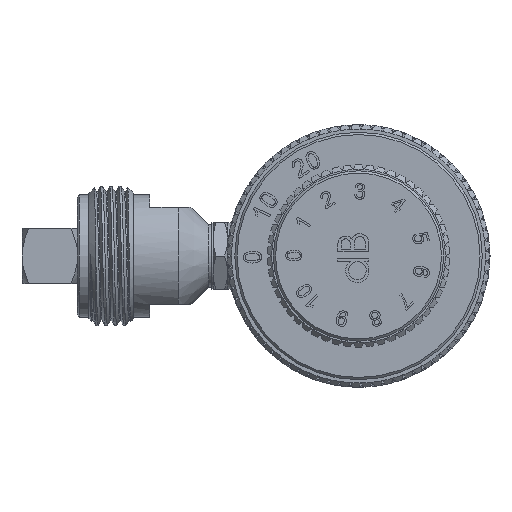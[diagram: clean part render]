
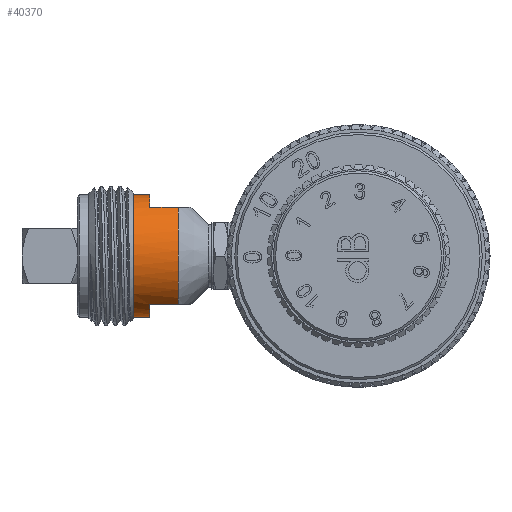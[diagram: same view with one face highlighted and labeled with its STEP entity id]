
A CAD part, left-side view. The second image highlights one B-rep face of the part: STEP entity #40370.
In plain terms, the highlighted cylindrical face has radius 6.986 mm (diameter 13.971 mm), a full revolution.
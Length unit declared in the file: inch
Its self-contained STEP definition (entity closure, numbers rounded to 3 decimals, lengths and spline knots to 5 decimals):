
#346 = LINE ( 'NONE', #42880, #43771 ) ;
#1664 = CARTESIAN_POINT ( 'NONE',  ( 1.88976, 0.56349, 0. ) ) ;
#2002 = CARTESIAN_POINT ( 'NONE',  ( 1.88976, 1.01126, 0.27502 ) ) ;
#2656 = ORIENTED_EDGE ( 'NONE', *, *, #48940, .T. ) ;
#4349 = VERTEX_POINT ( 'NONE', #34479 ) ;
#4378 = VECTOR ( 'NONE', #39571, 39.37008 ) ;
#5358 = DIRECTION ( 'NONE',  ( 0., 1., 0. ) ) ;
#7102 = CARTESIAN_POINT ( 'NONE',  ( 2.05646, 0.93835, -0.21875 ) ) ;
#7658 = CIRCLE ( 'NONE', #29846, 0.27502 ) ;
#8126 = VERTEX_POINT ( 'NONE', #7102 ) ;
#8901 = CARTESIAN_POINT ( 'NONE',  ( 2.05646, 0.93835, 0.21875 ) ) ;
#8914 = AXIS2_PLACEMENT_3D ( 'NONE', #25668, #18193, #41626 ) ;
#9231 = CARTESIAN_POINT ( 'NONE',  ( 1.72307, 0.56349, 0.21875 ) ) ;
#9432 = EDGE_CURVE ( 'NONE', #26745, #8126, #30979, .T. ) ;
#9702 = VERTEX_POINT ( 'NONE', #13466 ) ;
#9952 = EDGE_CURVE ( 'NONE', #49418, #49418, #47575, .T. ) ;
#10850 = ORIENTED_EDGE ( 'NONE', *, *, #42865, .T. ) ;
#11311 = VECTOR ( 'NONE', #42838, 39.37008 ) ;
#11466 = VERTEX_POINT ( 'NONE', #39063 ) ;
#11481 = DIRECTION ( 'NONE',  ( 0., 0., 1. ) ) ;
#11982 = DIRECTION ( 'NONE',  ( 0., -1., 0. ) ) ;
#12521 = ORIENTED_EDGE ( 'NONE', *, *, #14824, .T. ) ;
#13466 = CARTESIAN_POINT ( 'NONE',  ( 1.72307, 0.80884, -0.21875 ) ) ;
#13927 = AXIS2_PLACEMENT_3D ( 'NONE', #1664, #25130, #44975 ) ;
#13999 = EDGE_CURVE ( 'NONE', #33218, #43909, #346, .T. ) ;
#14541 = DIRECTION ( 'NONE',  ( 0., -1., 0. ) ) ;
#14824 = EDGE_CURVE ( 'NONE', #11466, #9702, #31825, .T. ) ;
#15221 = ORIENTED_EDGE ( 'NONE', *, *, #22689, .T. ) ;
#17855 = DIRECTION ( 'NONE',  ( 0., 0., -1. ) ) ;
#18193 = DIRECTION ( 'NONE',  ( 0., 1., 0. ) ) ;
#20061 = EDGE_CURVE ( 'NONE', #26745, #43909, #7658, .T. ) ;
#20620 = ORIENTED_EDGE ( 'NONE', *, *, #13999, .T. ) ;
#21387 = AXIS2_PLACEMENT_3D ( 'NONE', #24489, #31706, #43827 ) ;
#22689 = EDGE_CURVE ( 'NONE', #8126, #11466, #42387, .T. ) ;
#22742 = CARTESIAN_POINT ( 'NONE',  ( 2.05646, 0.56349, -0.21875 ) ) ;
#23829 = CARTESIAN_POINT ( 'NONE',  ( 1.72307, 0.56349, -0.21875 ) ) ;
#24489 = CARTESIAN_POINT ( 'NONE',  ( 1.88976, 0.93835, 0. ) ) ;
#25130 = DIRECTION ( 'NONE',  ( 0., -1., 0. ) ) ;
#25373 = FACE_OUTER_BOUND ( 'NONE', #49838, .T. ) ;
#25571 = DIRECTION ( 'NONE',  ( 0., -1., 0. ) ) ;
#25668 = CARTESIAN_POINT ( 'NONE',  ( 1.88976, 1.01126, 0. ) ) ;
#26745 = VERTEX_POINT ( 'NONE', #49483 ) ;
#28330 = EDGE_LOOP ( 'NONE', ( #45526 ) ) ;
#29179 = CARTESIAN_POINT ( 'NONE',  ( 1.72307, 0.93835, 0.21875 ) ) ;
#29407 = ORIENTED_EDGE ( 'NONE', *, *, #20061, .F. ) ;
#29846 = AXIS2_PLACEMENT_3D ( 'NONE', #42601, #14541, #46738 ) ;
#30415 = CIRCLE ( 'NONE', #21387, 0.27502 ) ;
#30979 = LINE ( 'NONE', #22742, #11311 ) ;
#31706 = DIRECTION ( 'NONE',  ( 0., 1., 0. ) ) ;
#31825 = LINE ( 'NONE', #23829, #4378 ) ;
#33218 = VERTEX_POINT ( 'NONE', #8901 ) ;
#33466 = VERTEX_POINT ( 'NONE', #29179 ) ;
#33807 = ORIENTED_EDGE ( 'NONE', *, *, #9432, .T. ) ;
#34392 = CARTESIAN_POINT ( 'NONE',  ( 1.88976, 0.93835, 0. ) ) ;
#34479 = CARTESIAN_POINT ( 'NONE',  ( 1.72307, 0.80884, 0.21875 ) ) ;
#35363 = EDGE_CURVE ( 'NONE', #4349, #9702, #35920, .T. ) ;
#35920 = CIRCLE ( 'NONE', #47442, 0.27502 ) ;
#39063 = CARTESIAN_POINT ( 'NONE',  ( 1.72307, 0.93835, -0.21875 ) ) ;
#39571 = DIRECTION ( 'NONE',  ( 0., -1., 0. ) ) ;
#40088 = CYLINDRICAL_SURFACE ( 'NONE', #13927, 0.27502 ) ;
#40370 = ADVANCED_FACE ( 'NONE', ( #25373, #44206 ), #40088, .T. ) ;
#40721 = CARTESIAN_POINT ( 'NONE',  ( 2.05646, 0.80884, 0.21875 ) ) ;
#41626 = DIRECTION ( 'NONE',  ( 0., 0., 1. ) ) ;
#42387 = CIRCLE ( 'NONE', #48206, 0.27502 ) ;
#42601 = CARTESIAN_POINT ( 'NONE',  ( 1.88976, 0.80884, 0. ) ) ;
#42838 = DIRECTION ( 'NONE',  ( 0., 1., 0. ) ) ;
#42865 = EDGE_CURVE ( 'NONE', #4349, #33466, #44518, .T. ) ;
#42880 = CARTESIAN_POINT ( 'NONE',  ( 2.05646, 0.56349, 0.21875 ) ) ;
#43071 = ORIENTED_EDGE ( 'NONE', *, *, #35363, .F. ) ;
#43771 = VECTOR ( 'NONE', #11982, 39.37008 ) ;
#43827 = DIRECTION ( 'NONE',  ( 0., 0., 1. ) ) ;
#43909 = VERTEX_POINT ( 'NONE', #40721 ) ;
#44206 = FACE_OUTER_BOUND ( 'NONE', #28330, .T. ) ;
#44518 = LINE ( 'NONE', #9231, #46131 ) ;
#44975 = DIRECTION ( 'NONE',  ( 0., 0., -1. ) ) ;
#45526 = ORIENTED_EDGE ( 'NONE', *, *, #9952, .F. ) ;
#46131 = VECTOR ( 'NONE', #5358, 39.37008 ) ;
#46738 = DIRECTION ( 'NONE',  ( 0., 0., -1. ) ) ;
#47442 = AXIS2_PLACEMENT_3D ( 'NONE', #49046, #25571, #17855 ) ;
#47575 = CIRCLE ( 'NONE', #8914, 0.27502 ) ;
#48206 = AXIS2_PLACEMENT_3D ( 'NONE', #34392, #49869, #11481 ) ;
#48940 = EDGE_CURVE ( 'NONE', #33466, #33218, #30415, .T. ) ;
#49046 = CARTESIAN_POINT ( 'NONE',  ( 1.88976, 0.80884, 0. ) ) ;
#49418 = VERTEX_POINT ( 'NONE', #2002 ) ;
#49483 = CARTESIAN_POINT ( 'NONE',  ( 2.05646, 0.80884, -0.21875 ) ) ;
#49838 = EDGE_LOOP ( 'NONE', ( #15221, #12521, #43071, #10850, #2656, #20620, #29407, #33807 ) ) ;
#49869 = DIRECTION ( 'NONE',  ( 0., 1., 0. ) ) ;
